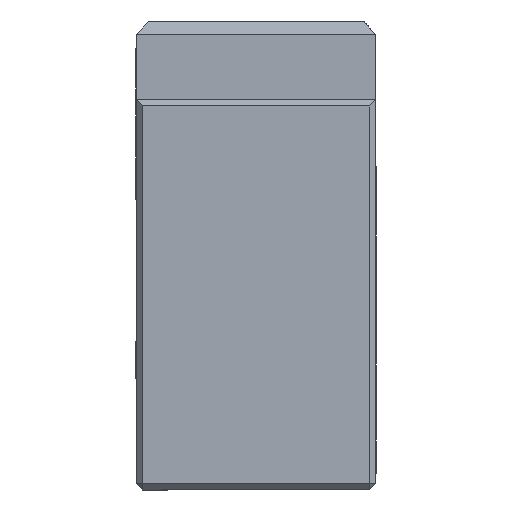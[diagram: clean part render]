
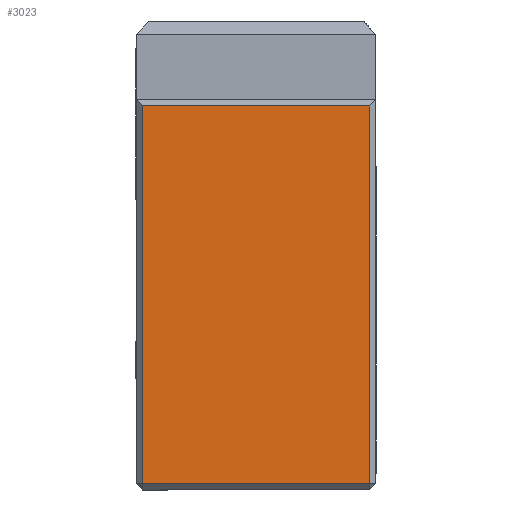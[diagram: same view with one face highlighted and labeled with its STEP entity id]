
A CAD part, left-side view. The second image highlights one B-rep face of the part: STEP entity #3023.
In plain terms, the highlighted planar face has unit normal (-1, 0, 0).
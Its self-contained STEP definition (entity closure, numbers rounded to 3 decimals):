
#1091 = PLANE('',#1092);
#1092 = AXIS2_PLACEMENT_3D('',#1093,#1094,#1095);
#1093 = CARTESIAN_POINT('',(-29.75,9.75,32.5));
#1094 = DIRECTION('',(0.707,-0.707,0.)
  );
#1095 = DIRECTION('',(0.,0.,1.));
#1441 = PLANE('',#1442);
#1442 = AXIS2_PLACEMENT_3D('',#1443,#1444,#1445);
#1443 = CARTESIAN_POINT('',(-29.75,-9.75,32.5));
#1444 = DIRECTION('',(-0.707,-0.707,0.
    ));
#1445 = DIRECTION('',(0.,0.,-1.));
#1686 = PLANE('',#1687);
#1687 = AXIS2_PLACEMENT_3D('',#1688,#1689,#1690);
#1688 = CARTESIAN_POINT('',(-29.75,10.,32.25));
#1689 = DIRECTION('',(-0.707,0.,0.707)
  );
#1690 = DIRECTION('',(0.,1.,0.));
#1702 = VERTEX_POINT('',#1703);
#1703 = CARTESIAN_POINT('',(-30.,9.5,32.));
#1726 = VERTEX_POINT('',#1727);
#1727 = CARTESIAN_POINT('',(-30.,9.5,0.5));
#1753 = EDGE_CURVE('',#1702,#1726,#1754,.T.);
#1754 = SURFACE_CURVE('',#1755,(#1759,#1766),.PCURVE_S1.);
#1755 = LINE('',#1756,#1757);
#1756 = CARTESIAN_POINT('',(-30.,9.5,32.5));
#1757 = VECTOR('',#1758,1.);
#1758 = DIRECTION('',(0.,0.,-1.));
#1759 = PCURVE('',#1091,#1760);
#1760 = DEFINITIONAL_REPRESENTATION('',(#1761),#1765);
#1761 = LINE('',#1762,#1763);
#1762 = CARTESIAN_POINT('',(-0.,0.354));
#1763 = VECTOR('',#1764,1.);
#1764 = DIRECTION('',(-1.,0.));
#1765 = ( GEOMETRIC_REPRESENTATION_CONTEXT(2) 
PARAMETRIC_REPRESENTATION_CONTEXT() REPRESENTATION_CONTEXT('2D SPACE',''
  ) );
#1766 = PCURVE('',#1767,#1772);
#1767 = PLANE('',#1768);
#1768 = AXIS2_PLACEMENT_3D('',#1769,#1770,#1771);
#1769 = CARTESIAN_POINT('',(-30.,10.,32.5));
#1770 = DIRECTION('',(1.,0.,0.));
#1771 = DIRECTION('',(0.,0.,-1.));
#1772 = DEFINITIONAL_REPRESENTATION('',(#1773),#1777);
#1773 = LINE('',#1774,#1775);
#1774 = CARTESIAN_POINT('',(0.,-0.5));
#1775 = VECTOR('',#1776,1.);
#1776 = DIRECTION('',(1.,0.));
#1777 = ( GEOMETRIC_REPRESENTATION_CONTEXT(2) 
PARAMETRIC_REPRESENTATION_CONTEXT() REPRESENTATION_CONTEXT('2D SPACE',''
  ) );
#2379 = VERTEX_POINT('',#2380);
#2380 = CARTESIAN_POINT('',(-30.,-9.5,32.));
#2401 = EDGE_CURVE('',#2379,#2402,#2404,.T.);
#2402 = VERTEX_POINT('',#2403);
#2403 = CARTESIAN_POINT('',(-30.,-9.5,0.5));
#2404 = SURFACE_CURVE('',#2405,(#2409,#2416),.PCURVE_S1.);
#2405 = LINE('',#2406,#2407);
#2406 = CARTESIAN_POINT('',(-30.,-9.5,32.5));
#2407 = VECTOR('',#2408,1.);
#2408 = DIRECTION('',(0.,0.,-1.));
#2409 = PCURVE('',#1441,#2410);
#2410 = DEFINITIONAL_REPRESENTATION('',(#2411),#2415);
#2411 = LINE('',#2412,#2413);
#2412 = CARTESIAN_POINT('',(0.,-0.354));
#2413 = VECTOR('',#2414,1.);
#2414 = DIRECTION('',(1.,0.));
#2415 = ( GEOMETRIC_REPRESENTATION_CONTEXT(2) 
PARAMETRIC_REPRESENTATION_CONTEXT() REPRESENTATION_CONTEXT('2D SPACE',''
  ) );
#2416 = PCURVE('',#1767,#2417);
#2417 = DEFINITIONAL_REPRESENTATION('',(#2418),#2422);
#2418 = LINE('',#2419,#2420);
#2419 = CARTESIAN_POINT('',(0.,-19.5));
#2420 = VECTOR('',#2421,1.);
#2421 = DIRECTION('',(1.,0.));
#2422 = ( GEOMETRIC_REPRESENTATION_CONTEXT(2) 
PARAMETRIC_REPRESENTATION_CONTEXT() REPRESENTATION_CONTEXT('2D SPACE',''
  ) );
#3003 = EDGE_CURVE('',#1702,#2379,#3004,.T.);
#3004 = SURFACE_CURVE('',#3005,(#3009,#3016),.PCURVE_S1.);
#3005 = LINE('',#3006,#3007);
#3006 = CARTESIAN_POINT('',(-30.,10.,32.));
#3007 = VECTOR('',#3008,1.);
#3008 = DIRECTION('',(0.,-1.,0.));
#3009 = PCURVE('',#1686,#3010);
#3010 = DEFINITIONAL_REPRESENTATION('',(#3011),#3015);
#3011 = LINE('',#3012,#3013);
#3012 = CARTESIAN_POINT('',(-0.,0.354));
#3013 = VECTOR('',#3014,1.);
#3014 = DIRECTION('',(-1.,0.));
#3015 = ( GEOMETRIC_REPRESENTATION_CONTEXT(2) 
PARAMETRIC_REPRESENTATION_CONTEXT() REPRESENTATION_CONTEXT('2D SPACE',''
  ) );
#3016 = PCURVE('',#1767,#3017);
#3017 = DEFINITIONAL_REPRESENTATION('',(#3018),#3022);
#3018 = LINE('',#3019,#3020);
#3019 = CARTESIAN_POINT('',(0.5,0.));
#3020 = VECTOR('',#3021,1.);
#3021 = DIRECTION('',(0.,-1.));
#3022 = ( GEOMETRIC_REPRESENTATION_CONTEXT(2) 
PARAMETRIC_REPRESENTATION_CONTEXT() REPRESENTATION_CONTEXT('2D SPACE',''
  ) );
#3023 = ADVANCED_FACE('',(#3024),#1767,.F.);
#3024 = FACE_BOUND('',#3025,.F.);
#3025 = EDGE_LOOP('',(#3026,#3052,#3053,#3054));
#3026 = ORIENTED_EDGE('',*,*,#3027,.F.);
#3027 = EDGE_CURVE('',#1726,#2402,#3028,.T.);
#3028 = SURFACE_CURVE('',#3029,(#3033,#3040),.PCURVE_S1.);
#3029 = LINE('',#3030,#3031);
#3030 = CARTESIAN_POINT('',(-30.,10.,0.5));
#3031 = VECTOR('',#3032,1.);
#3032 = DIRECTION('',(0.,-1.,0.));
#3033 = PCURVE('',#1767,#3034);
#3034 = DEFINITIONAL_REPRESENTATION('',(#3035),#3039);
#3035 = LINE('',#3036,#3037);
#3036 = CARTESIAN_POINT('',(32.,0.));
#3037 = VECTOR('',#3038,1.);
#3038 = DIRECTION('',(0.,-1.));
#3039 = ( GEOMETRIC_REPRESENTATION_CONTEXT(2) 
PARAMETRIC_REPRESENTATION_CONTEXT() REPRESENTATION_CONTEXT('2D SPACE',''
  ) );
#3040 = PCURVE('',#3041,#3046);
#3041 = PLANE('',#3042);
#3042 = AXIS2_PLACEMENT_3D('',#3043,#3044,#3045);
#3043 = CARTESIAN_POINT('',(-29.75,10.,0.25));
#3044 = DIRECTION('',(-0.707,0.,
    -0.707));
#3045 = DIRECTION('',(0.,1.,0.));
#3046 = DEFINITIONAL_REPRESENTATION('',(#3047),#3051);
#3047 = LINE('',#3048,#3049);
#3048 = CARTESIAN_POINT('',(-0.,-0.354));
#3049 = VECTOR('',#3050,1.);
#3050 = DIRECTION('',(-1.,0.));
#3051 = ( GEOMETRIC_REPRESENTATION_CONTEXT(2) 
PARAMETRIC_REPRESENTATION_CONTEXT() REPRESENTATION_CONTEXT('2D SPACE',''
  ) );
#3052 = ORIENTED_EDGE('',*,*,#1753,.F.);
#3053 = ORIENTED_EDGE('',*,*,#3003,.T.);
#3054 = ORIENTED_EDGE('',*,*,#2401,.T.);
